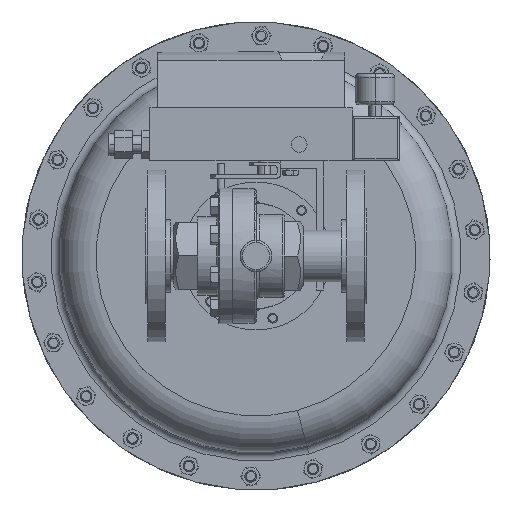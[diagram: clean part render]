
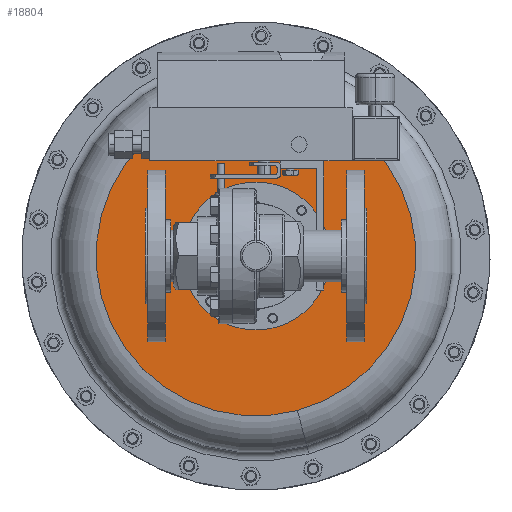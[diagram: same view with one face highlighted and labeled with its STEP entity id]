
A CAD part, front view. The second image highlights one B-rep face of the part: STEP entity #18804.
In plain terms, the highlighted planar face has unit normal (0, -1, 0).
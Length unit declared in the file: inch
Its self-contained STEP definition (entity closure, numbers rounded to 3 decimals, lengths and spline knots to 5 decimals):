
#1549 = CARTESIAN_POINT ( 'NONE',  ( 7.2335, 9.57865, 5.20016 ) ) ;
#1572 = CARTESIAN_POINT ( 'NONE',  ( 2.28313, 9.57865, 3.87371 ) ) ;
#1726 = CARTESIAN_POINT ( 'NONE',  ( 2.28313, 9.57865, 3.87371 ) ) ;
#4790 = VERTEX_POINT ( 'NONE', #6640 ) ;
#4845 = CARTESIAN_POINT ( 'NONE',  ( 3.60958, 9.57865, -1.07666 ) ) ;
#5523 = DIRECTION ( 'NONE',  ( 0.707, 0., -0.707 ) ) ;
#5680 = DIRECTION ( 'NONE',  ( -0.259, 0., 0.966 ) ) ;
#6640 = CARTESIAN_POINT ( 'NONE',  ( 0.60375, 9.57865, 5.55309 ) ) ;
#6845 = CIRCLE ( 'NONE', #17910, 5.125 ) ;
#7507 = FACE_BOUND ( 'NONE', #22020, .T. ) ;
#8835 = EDGE_CURVE ( 'NONE', #28555, #34917, #6845, .T. ) ;
#9489 = AXIS2_PLACEMENT_3D ( 'NONE', #1726, #29082, #5680 ) ;
#11429 = ORIENTED_EDGE ( 'NONE', *, *, #8835, .F. ) ;
#11613 = CARTESIAN_POINT ( 'NONE',  ( 0.95668, 9.57865, 8.82408 ) ) ;
#14851 = CARTESIAN_POINT ( 'NONE',  ( 2.28313, 9.57865, 3.87371 ) ) ;
#15300 = CARTESIAN_POINT ( 'NONE',  ( 3.96251, 9.57865, 2.19433 ) ) ;
#15997 = CARTESIAN_POINT ( 'NONE',  ( 2.28313, 9.57865, 3.87371 ) ) ;
#17683 = ORIENTED_EDGE ( 'NONE', *, *, #29875, .T. ) ;
#17910 = AXIS2_PLACEMENT_3D ( 'NONE', #14851, #42280, #18788 ) ;
#18528 = AXIS2_PLACEMENT_3D ( 'NONE', #1549, #21167, #48545 ) ;
#18788 = DIRECTION ( 'NONE',  ( -0.259, 0., 0.966 ) ) ;
#18804 = ADVANCED_FACE ( 'NONE', ( #47868, #7507 ), #44655, .T. ) ;
#19924 = DIRECTION ( 'NONE',  ( 0.707, 0., -0.707 ) ) ;
#21167 = DIRECTION ( 'NONE',  ( 0., -1., 0. ) ) ;
#22020 = EDGE_LOOP ( 'NONE', ( #17683, #25057 ) ) ;
#25057 = ORIENTED_EDGE ( 'NONE', *, *, #38778, .T. ) ;
#28555 = VERTEX_POINT ( 'NONE', #4845 ) ;
#28943 = DIRECTION ( 'NONE',  ( 0., 1., 0. ) ) ;
#29082 = DIRECTION ( 'NONE',  ( 0., 1., 0. ) ) ;
#29716 = CIRCLE ( 'NONE', #9489, 5.125 ) ;
#29875 = EDGE_CURVE ( 'NONE', #4790, #42719, #38160, .T. ) ;
#30036 = AXIS2_PLACEMENT_3D ( 'NONE', #15997, #43430, #19924 ) ;
#30203 = ORIENTED_EDGE ( 'NONE', *, *, #47826, .F. ) ;
#34917 = VERTEX_POINT ( 'NONE', #11613 ) ;
#38160 = CIRCLE ( 'NONE', #43518, 2.375 ) ;
#38778 = EDGE_CURVE ( 'NONE', #42719, #4790, #41891, .T. ) ;
#41891 = CIRCLE ( 'NONE', #30036, 2.375 ) ;
#42280 = DIRECTION ( 'NONE',  ( 0., 1., 0. ) ) ;
#42719 = VERTEX_POINT ( 'NONE', #15300 ) ;
#43430 = DIRECTION ( 'NONE',  ( 0., 1., 0. ) ) ;
#43518 = AXIS2_PLACEMENT_3D ( 'NONE', #1572, #28943, #5523 ) ;
#44655 = PLANE ( 'NONE',  #18528 ) ;
#47826 = EDGE_CURVE ( 'NONE', #34917, #28555, #29716, .T. ) ;
#47868 = FACE_OUTER_BOUND ( 'NONE', #48811, .T. ) ;
#48545 = DIRECTION ( 'NONE',  ( 0.259, 0., -0.966 ) ) ;
#48811 = EDGE_LOOP ( 'NONE', ( #30203, #11429 ) ) ;
